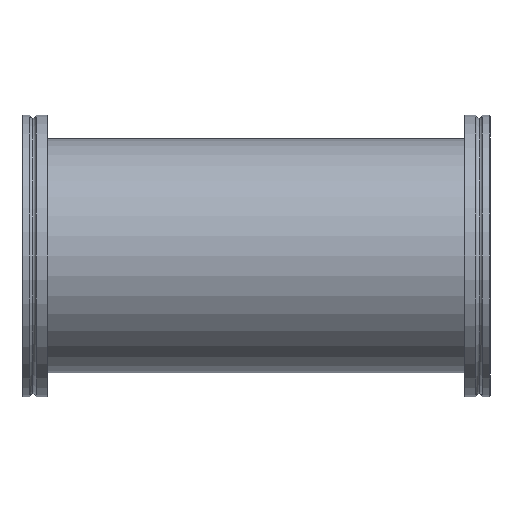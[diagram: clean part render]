
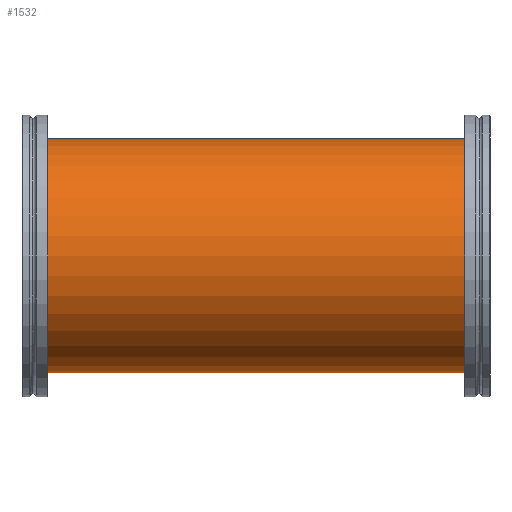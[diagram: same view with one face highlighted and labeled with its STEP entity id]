
A CAD part, front view. The second image highlights one B-rep face of the part: STEP entity #1532.
In plain terms, the highlighted cylindrical face has radius 54 mm (diameter 108 mm), a partial arc.
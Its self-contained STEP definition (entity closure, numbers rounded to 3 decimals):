
#16 = LINE ( 'NONE', #77, #2538 ) ;
#77 = CARTESIAN_POINT ( 'NONE',  ( 101.5, 0., 54. ) ) ;
#79 = DIRECTION ( 'NONE',  ( -1., 0., 0. ) ) ;
#98 = EDGE_CURVE ( 'NONE', #161, #1872, #121, .T. ) ;
#121 = CIRCLE ( 'NONE', #156, 54. ) ;
#156 = AXIS2_PLACEMENT_3D ( 'NONE', #1993, #1994, #1995 ) ;
#161 = VERTEX_POINT ( 'NONE', #2266 ) ;
#164 = VERTEX_POINT ( 'NONE', #2258 ) ;
#226 = EDGE_CURVE ( 'NONE', #164, #1875, #2587, .T. ) ;
#236 = EDGE_CURVE ( 'NONE', #161, #164, #16, .T. ) ;
#383 = DIRECTION ( 'NONE',  ( -1., 0., 0. ) ) ;
#384 = CYLINDRICAL_SURFACE ( 'NONE', #2557, 54. ) ;
#385 = FACE_OUTER_BOUND ( 'NONE', #2064, .T. ) ;
#386 = CARTESIAN_POINT ( 'NONE',  ( 101.5, 0., 0. ) ) ;
#388 = DIRECTION ( 'NONE',  ( 0., 0., 1. ) ) ;
#613 = CARTESIAN_POINT ( 'NONE',  ( 101.5, 0., -54. ) ) ;
#618 = LINE ( 'NONE', #613, #2729 ) ;
#625 = DIRECTION ( 'NONE',  ( -1., 0., 0. ) ) ;
#897 = CARTESIAN_POINT ( 'NONE',  ( -101.5, 0., -54. ) ) ;
#1098 = ORIENTED_EDGE ( 'NONE', *, *, #236, .T. ) ;
#1236 = CARTESIAN_POINT ( 'NONE',  ( 101.5, 0., -54. ) ) ;
#1532 = ADVANCED_FACE ( 'NONE', ( #385 ), #384, .T. ) ;
#1872 = VERTEX_POINT ( 'NONE', #1236 ) ;
#1875 = VERTEX_POINT ( 'NONE', #897 ) ;
#1993 = CARTESIAN_POINT ( 'NONE',  ( 101.5, 0., 0. ) ) ;
#1994 = DIRECTION ( 'NONE',  ( 1., 0., 0. ) ) ;
#1995 = DIRECTION ( 'NONE',  ( 0., 0., -1. ) ) ;
#2030 = ORIENTED_EDGE ( 'NONE', *, *, #2916, .F. ) ;
#2039 = ORIENTED_EDGE ( 'NONE', *, *, #98, .F. ) ;
#2045 = ORIENTED_EDGE ( 'NONE', *, *, #226, .T. ) ;
#2064 = EDGE_LOOP ( 'NONE', ( #2030, #2039, #1098, #2045 ) ) ;
#2258 = CARTESIAN_POINT ( 'NONE',  ( -101.5, 0., 54. ) ) ;
#2266 = CARTESIAN_POINT ( 'NONE',  ( 101.5, 0., 54. ) ) ;
#2293 = CARTESIAN_POINT ( 'NONE',  ( -101.5, 0., 0. ) ) ;
#2294 = DIRECTION ( 'NONE',  ( 1., 0., 0. ) ) ;
#2295 = DIRECTION ( 'NONE',  ( 0., 0., -1. ) ) ;
#2490 = AXIS2_PLACEMENT_3D ( 'NONE', #2293, #2294, #2295 ) ;
#2538 = VECTOR ( 'NONE', #79, 1000. ) ;
#2557 = AXIS2_PLACEMENT_3D ( 'NONE', #386, #383, #388 ) ;
#2587 = CIRCLE ( 'NONE', #2490, 54. ) ;
#2729 = VECTOR ( 'NONE', #625, 1000. ) ;
#2916 = EDGE_CURVE ( 'NONE', #1872, #1875, #618, .T. ) ;
